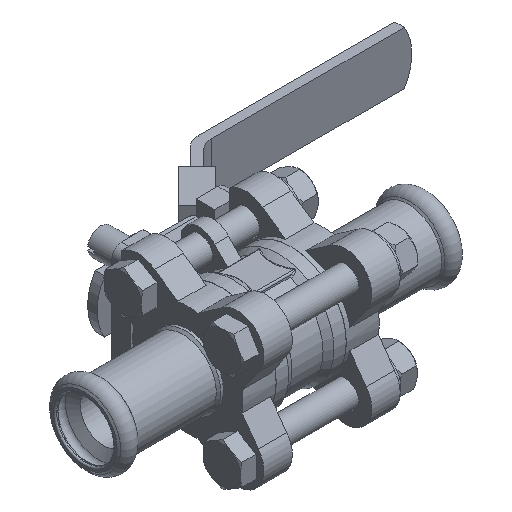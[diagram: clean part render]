
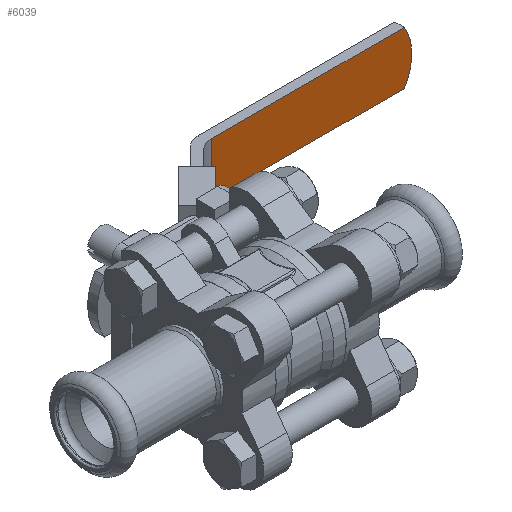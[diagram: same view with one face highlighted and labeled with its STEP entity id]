
A CAD part, isometric view. The second image highlights one B-rep face of the part: STEP entity #6039.
In plain terms, the highlighted planar face has unit normal (0, -1, 0).
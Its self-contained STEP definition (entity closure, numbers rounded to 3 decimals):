
#102=PLANE('',#6542);
#410=LINE('',#10306,#817);
#453=LINE('',#10408,#860);
#454=LINE('',#10409,#861);
#817=VECTOR('',#7578,1000.);
#860=VECTOR('',#7667,1000.);
#861=VECTOR('',#7668,1000.);
#2117=ORIENTED_EDGE('',*,*,#3528,.F.);
#2118=ORIENTED_EDGE('',*,*,#3529,.F.);
#2119=ORIENTED_EDGE('',*,*,#3477,.F.);
#2120=ORIENTED_EDGE('',*,*,#3530,.T.);
#3477=EDGE_CURVE('',#4240,#4241,#410,.T.);
#3528=EDGE_CURVE('',#4274,#4275,#4683,.T.);
#3529=EDGE_CURVE('',#4241,#4274,#453,.T.);
#3530=EDGE_CURVE('',#4240,#4275,#454,.T.);
#4240=VERTEX_POINT('',#10307);
#4241=VERTEX_POINT('',#10308);
#4274=VERTEX_POINT('',#10406);
#4275=VERTEX_POINT('',#10407);
#4683=CIRCLE('',#6543,16.);
#5032=EDGE_LOOP('',(#2117,#2118,#2119,#2120));
#5529=FACE_BOUND('',#5032,.T.);
#6039=ADVANCED_FACE('',(#5529),#102,.T.);
#6542=AXIS2_PLACEMENT_3D('',#10404,#7663,#7664);
#6543=AXIS2_PLACEMENT_3D('',#10405,#7665,#7666);
#7578=DIRECTION('',(0.,0.,1.));
#7663=DIRECTION('',(0.,-1.,0.));
#7664=DIRECTION('',(0.,0.,-1.));
#7665=DIRECTION('',(0.,1.,0.));
#7666=DIRECTION('',(0.,0.,-1.));
#7667=DIRECTION('',(1.,0.,0.));
#7668=DIRECTION('',(1.,0.,0.));
#10306=CARTESIAN_POINT('',(37.728,52.,-8.5));
#10307=CARTESIAN_POINT('',(37.728,52.,-8.5));
#10308=CARTESIAN_POINT('',(37.728,52.,8.5));
#10404=CARTESIAN_POINT('',(37.728,52.,-8.5));
#10405=CARTESIAN_POINT('',(86.,52.,0.));
#10406=CARTESIAN_POINT('',(99.555,52.,8.5));
#10407=CARTESIAN_POINT('',(99.555,52.,-8.5));
#10408=CARTESIAN_POINT('',(37.728,52.,8.5));
#10409=CARTESIAN_POINT('',(37.728,52.,-8.5));
